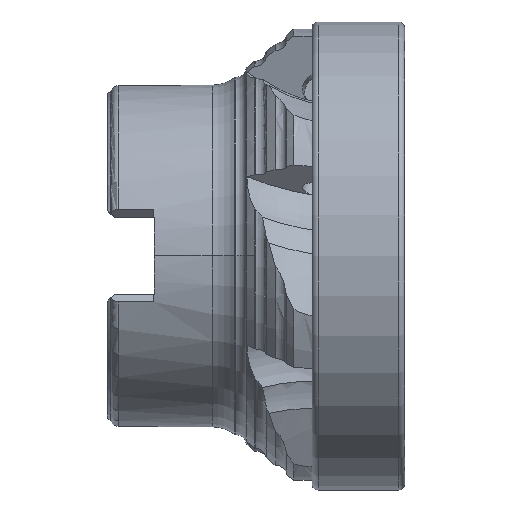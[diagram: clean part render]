
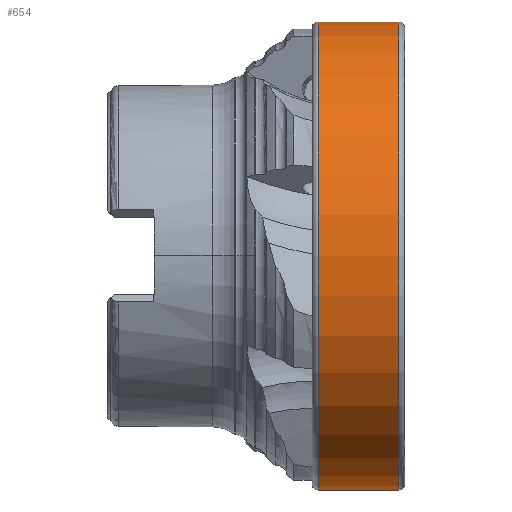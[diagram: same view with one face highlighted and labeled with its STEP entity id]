
A CAD part, top view. The second image highlights one B-rep face of the part: STEP entity #654.
In plain terms, the highlighted cylindrical face has radius 31.5 mm (diameter 63 mm), a partial arc.
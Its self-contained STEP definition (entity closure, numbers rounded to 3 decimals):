
#654 = ADVANCED_FACE ( 'NONE', ( #4587 ), #4596, .T. ) ;
#1351 = EDGE_LOOP ( 'NONE', ( #1494, #1487, #1499, #1493 ) ) ;
#1487 = ORIENTED_EDGE ( 'NONE', *, *, #4031, .T. ) ;
#1493 = ORIENTED_EDGE ( 'NONE', *, *, #4032, .F. ) ;
#1494 = ORIENTED_EDGE ( 'NONE', *, *, #4030, .T. ) ;
#1499 = ORIENTED_EDGE ( 'NONE', *, *, #4026, .F. ) ;
#1701 = VERTEX_POINT ( 'NONE', #7213 ) ;
#1721 = VERTEX_POINT ( 'NONE', #7233 ) ;
#1725 = VERTEX_POINT ( 'NONE', #7237 ) ;
#1730 = VERTEX_POINT ( 'NONE', #7242 ) ;
#4026 = EDGE_CURVE ( 'NONE', #1725, #1730, #9536, .T. ) ;
#4030 = EDGE_CURVE ( 'NONE', #1701, #1721, #9540, .T. ) ;
#4031 = EDGE_CURVE ( 'NONE', #1721, #1730, #9537, .T. ) ;
#4032 = EDGE_CURVE ( 'NONE', #1701, #1725, #9542, .T. ) ;
#4587 = FACE_OUTER_BOUND ( 'NONE', #1351, .T. ) ;
#4596 = CYLINDRICAL_SURFACE ( 'NONE', #5370, 31.5 ) ;
#5370 = AXIS2_PLACEMENT_3D ( 'NONE', #5730, #5731, #5739 ) ;
#5730 = CARTESIAN_POINT ( 'NONE',  ( 8.925, 0., 0. ) ) ;
#5731 = DIRECTION ( 'NONE',  ( 1., 0., 0. ) ) ;
#5739 = DIRECTION ( 'NONE',  ( 0., 1., 0. ) ) ;
#7213 = CARTESIAN_POINT ( 'NONE',  ( -10.749, 31.5, 0. ) ) ;
#7233 = CARTESIAN_POINT ( 'NONE',  ( -10.749, -31.5, 0. ) ) ;
#7237 = CARTESIAN_POINT ( 'NONE',  ( 0.1, 31.5, 0. ) ) ;
#7242 = CARTESIAN_POINT ( 'NONE',  ( 0.1, -31.5, 0. ) ) ;
#8851 = AXIS2_PLACEMENT_3D ( 'NONE', #11092, #11093, #11094 ) ;
#8855 = AXIS2_PLACEMENT_3D ( 'NONE', #11106, #11107, #11108 ) ;
#9536 = CIRCLE ( 'NONE', #8851, 31.5 ) ;
#9537 = LINE ( 'NONE', #11105, #9543 ) ;
#9540 = CIRCLE ( 'NONE', #8855, 31.5 ) ;
#9542 = LINE ( 'NONE', #11109, #9545 ) ;
#9543 = VECTOR ( 'NONE', #11101, 1000. ) ;
#9545 = VECTOR ( 'NONE', #11110, 1000. ) ;
#11092 = CARTESIAN_POINT ( 'NONE',  ( 0.1, 0., 0. ) ) ;
#11093 = DIRECTION ( 'NONE',  ( 1., 0., 0. ) ) ;
#11094 = DIRECTION ( 'NONE',  ( 0., 1., 0. ) ) ;
#11101 = DIRECTION ( 'NONE',  ( 1., 0., 0. ) ) ;
#11105 = CARTESIAN_POINT ( 'NONE',  ( 8.925, -31.5, 0. ) ) ;
#11106 = CARTESIAN_POINT ( 'NONE',  ( -10.749, 0., 0. ) ) ;
#11107 = DIRECTION ( 'NONE',  ( 1., 0., 0. ) ) ;
#11108 = DIRECTION ( 'NONE',  ( 0., 1., 0. ) ) ;
#11109 = CARTESIAN_POINT ( 'NONE',  ( 8.925, 31.5, 0. ) ) ;
#11110 = DIRECTION ( 'NONE',  ( 1., 0., 0. ) ) ;
